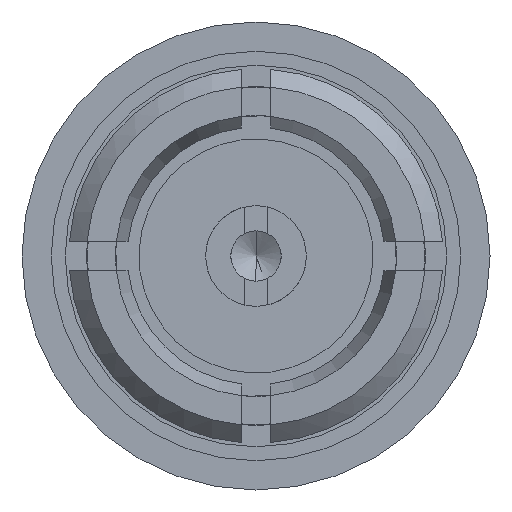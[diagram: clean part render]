
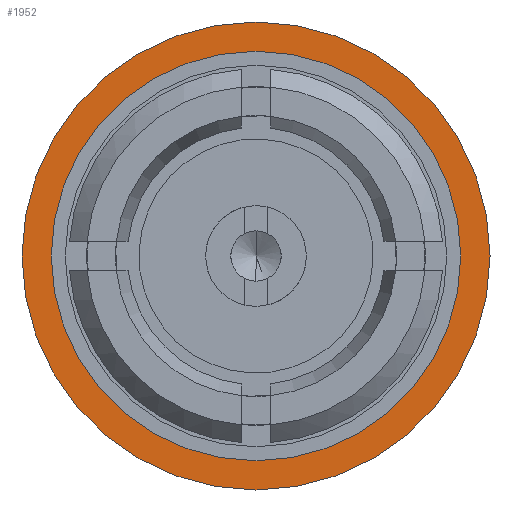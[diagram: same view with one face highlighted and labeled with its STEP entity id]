
A CAD part, left-side view. The second image highlights one B-rep face of the part: STEP entity #1952.
In plain terms, the highlighted planar face has unit normal (-1, 0, 0).
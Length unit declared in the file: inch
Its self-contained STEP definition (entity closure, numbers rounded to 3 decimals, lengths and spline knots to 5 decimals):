
#230 = DIRECTION ( 'NONE',  ( -1., 0., 0. ) ) ;
#234 = AXIS2_PLACEMENT_3D ( 'NONE', #3635, #230, #1488 ) ;
#485 = PLANE ( 'NONE',  #2592 ) ;
#581 = ORIENTED_EDGE ( 'NONE', *, *, #2616, .F. ) ;
#667 = AXIS2_PLACEMENT_3D ( 'NONE', #2898, #1045, #2306 ) ;
#757 = ORIENTED_EDGE ( 'NONE', *, *, #789, .T. ) ;
#789 = EDGE_CURVE ( 'NONE', #2204, #3691, #3203, .T. ) ;
#999 = EDGE_CURVE ( 'NONE', #2186, #3341, #1710, .T. ) ;
#1045 = DIRECTION ( 'NONE',  ( -1., 0., 0. ) ) ;
#1074 = DIRECTION ( 'NONE',  ( 0., 0., 1. ) ) ;
#1094 = FACE_OUTER_BOUND ( 'NONE', #1265, .T. ) ;
#1265 = EDGE_LOOP ( 'NONE', ( #757, #3084 ) ) ;
#1268 = ORIENTED_EDGE ( 'NONE', *, *, #999, .F. ) ;
#1284 = CIRCLE ( 'NONE', #1489, 0.07874 ) ;
#1425 = AXIS2_PLACEMENT_3D ( 'NONE', #2381, #3596, #3638 ) ;
#1483 = CIRCLE ( 'NONE', #234, 0.0689 ) ;
#1488 = DIRECTION ( 'NONE',  ( 0., 0., 1. ) ) ;
#1489 = AXIS2_PLACEMENT_3D ( 'NONE', #2957, #3632, #3300 ) ;
#1607 = EDGE_LOOP ( 'NONE', ( #581, #1268 ) ) ;
#1710 = CIRCLE ( 'NONE', #667, 0.0689 ) ;
#1739 = CARTESIAN_POINT ( 'NONE',  ( 0.04331, 0., 0. ) ) ;
#1772 = CARTESIAN_POINT ( 'NONE',  ( 0.04331, 0., 0.07874 ) ) ;
#1952 = ADVANCED_FACE ( 'NONE', ( #2617, #1094 ), #485, .T. ) ;
#2186 = VERTEX_POINT ( 'NONE', #2733 ) ;
#2204 = VERTEX_POINT ( 'NONE', #1772 ) ;
#2306 = DIRECTION ( 'NONE',  ( 0., 0., 1. ) ) ;
#2381 = CARTESIAN_POINT ( 'NONE',  ( 0.04331, 0., 0. ) ) ;
#2592 = AXIS2_PLACEMENT_3D ( 'NONE', #1739, #3554, #1074 ) ;
#2616 = EDGE_CURVE ( 'NONE', #3341, #2186, #1483, .T. ) ;
#2617 = FACE_BOUND ( 'NONE', #1607, .T. ) ;
#2733 = CARTESIAN_POINT ( 'NONE',  ( 0.04331, 0., -0.0689 ) ) ;
#2884 = CARTESIAN_POINT ( 'NONE',  ( 0.04331, 0., 0.0689 ) ) ;
#2898 = CARTESIAN_POINT ( 'NONE',  ( 0.04331, 0., 0. ) ) ;
#2957 = CARTESIAN_POINT ( 'NONE',  ( 0.04331, 0., 0. ) ) ;
#3084 = ORIENTED_EDGE ( 'NONE', *, *, #3536, .T. ) ;
#3094 = CARTESIAN_POINT ( 'NONE',  ( 0.04331, 0., -0.07874 ) ) ;
#3203 = CIRCLE ( 'NONE', #1425, 0.07874 ) ;
#3300 = DIRECTION ( 'NONE',  ( 0., 0., 1. ) ) ;
#3341 = VERTEX_POINT ( 'NONE', #2884 ) ;
#3536 = EDGE_CURVE ( 'NONE', #3691, #2204, #1284, .T. ) ;
#3554 = DIRECTION ( 'NONE',  ( -1., 0., 0. ) ) ;
#3596 = DIRECTION ( 'NONE',  ( -1., 0., 0. ) ) ;
#3632 = DIRECTION ( 'NONE',  ( -1., 0., 0. ) ) ;
#3635 = CARTESIAN_POINT ( 'NONE',  ( 0.04331, 0., 0. ) ) ;
#3638 = DIRECTION ( 'NONE',  ( 0., 0., 1. ) ) ;
#3691 = VERTEX_POINT ( 'NONE', #3094 ) ;
